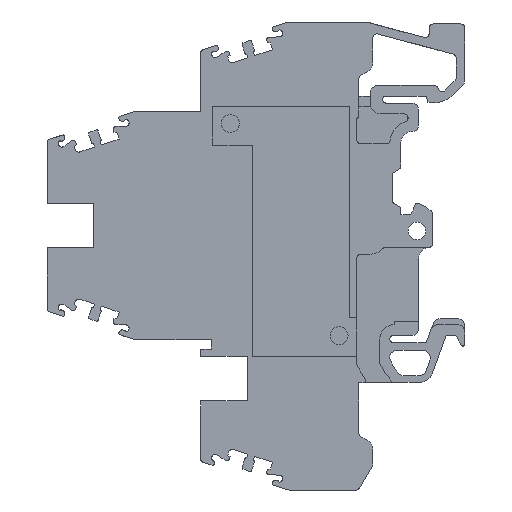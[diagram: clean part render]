
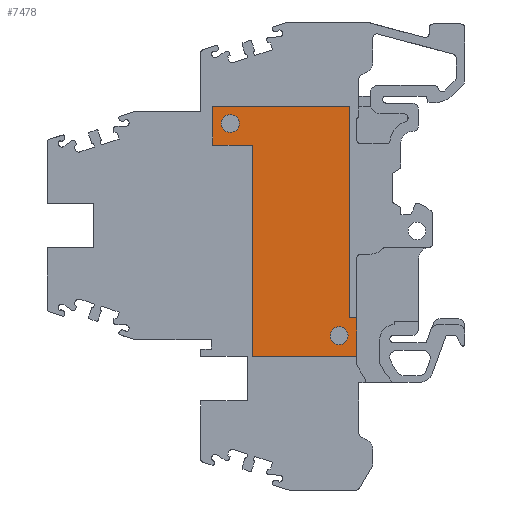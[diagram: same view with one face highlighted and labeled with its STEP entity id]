
A CAD part, left-side view. The second image highlights one B-rep face of the part: STEP entity #7478.
In plain terms, the highlighted planar face has unit normal (-1, 0, 0).
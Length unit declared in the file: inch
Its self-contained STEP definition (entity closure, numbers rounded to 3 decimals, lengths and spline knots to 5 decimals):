
#6109 = EDGE_CURVE ( 'NONE', #6466, #6230, #14489, .T. ) ;
#6168 = EDGE_CURVE ( 'NONE', #6306, #6305, #14621, .T. ) ;
#6230 = VERTEX_POINT ( 'NONE', #14693 ) ;
#6305 = VERTEX_POINT ( 'NONE', #14821 ) ;
#6306 = VERTEX_POINT ( 'NONE', #14820 ) ;
#6308 = EDGE_CURVE ( 'NONE', #6305, #6306, #14881, .T. ) ;
#6463 = EDGE_CURVE ( 'NONE', #6230, #6466, #15226, .T. ) ;
#6466 = VERTEX_POINT ( 'NONE', #15220 ) ;
#7393 = EDGE_LOOP ( 'NONE', ( #7394, #7456, #7459, #7462, #7465, #7468, #7445, #7448 ) ) ;
#7394 = ORIENTED_EDGE ( 'NONE', *, *, #7395, .F. ) ;
#7395 = EDGE_CURVE ( 'NONE', #7396, #7455, #16996, .T. ) ;
#7396 = VERTEX_POINT ( 'NONE', #16992 ) ;
#7443 = EDGE_CURVE ( 'NONE', #7444, #7467, #17037, .T. ) ;
#7444 = VERTEX_POINT ( 'NONE', #17093 ) ;
#7445 = ORIENTED_EDGE ( 'NONE', *, *, #7446, .F. ) ;
#7446 = EDGE_CURVE ( 'NONE', #7447, #7444, #17092, .T. ) ;
#7447 = VERTEX_POINT ( 'NONE', #17088 ) ;
#7448 = ORIENTED_EDGE ( 'NONE', *, *, #7449, .F. ) ;
#7449 = EDGE_CURVE ( 'NONE', #7455, #7447, #17087, .T. ) ;
#7450 = EDGE_LOOP ( 'NONE', ( #7451, #7452 ) ) ;
#7451 = ORIENTED_EDGE ( 'NONE', *, *, #6168, .F. ) ;
#7452 = ORIENTED_EDGE ( 'NONE', *, *, #6308, .F. ) ;
#7453 = EDGE_LOOP ( 'NONE', ( #7454, #7515 ) ) ;
#7454 = ORIENTED_EDGE ( 'NONE', *, *, #6109, .F. ) ;
#7455 = VERTEX_POINT ( 'NONE', #17083 ) ;
#7456 = ORIENTED_EDGE ( 'NONE', *, *, #7457, .F. ) ;
#7457 = EDGE_CURVE ( 'NONE', #7458, #7396, #17082, .T. ) ;
#7458 = VERTEX_POINT ( 'NONE', #17078 ) ;
#7459 = ORIENTED_EDGE ( 'NONE', *, *, #7460, .F. ) ;
#7460 = EDGE_CURVE ( 'NONE', #7461, #7458, #17077, .T. ) ;
#7461 = VERTEX_POINT ( 'NONE', #17073 ) ;
#7462 = ORIENTED_EDGE ( 'NONE', *, *, #7463, .T. ) ;
#7463 = EDGE_CURVE ( 'NONE', #7461, #7464, #17072, .T. ) ;
#7464 = VERTEX_POINT ( 'NONE', #17068 ) ;
#7465 = ORIENTED_EDGE ( 'NONE', *, *, #7466, .F. ) ;
#7466 = EDGE_CURVE ( 'NONE', #7467, #7464, #17067, .T. ) ;
#7467 = VERTEX_POINT ( 'NONE', #17063 ) ;
#7468 = ORIENTED_EDGE ( 'NONE', *, *, #7443, .F. ) ;
#7478 = ADVANCED_FACE ( 'NONE', ( #17121, #17115, #17114 ), #17113, .F. ) ;
#7515 = ORIENTED_EDGE ( 'NONE', *, *, #6463, .F. ) ;
#14485 = DIRECTION ( 'NONE',  ( 0., 0., 1. ) ) ;
#14486 = DIRECTION ( 'NONE',  ( -1., 0., 0. ) ) ;
#14487 = CARTESIAN_POINT ( 'NONE',  ( -0.12992, -1.00984, 0.56299 ) ) ;
#14488 = AXIS2_PLACEMENT_3D ( 'NONE', #14487, #14486, #14485 ) ;
#14489 = CIRCLE ( 'NONE', #14488, 0.04921 ) ;
#14617 = DIRECTION ( 'NONE',  ( 0., 0., 1. ) ) ;
#14618 = DIRECTION ( 'NONE',  ( -1., 0., 0. ) ) ;
#14619 = CARTESIAN_POINT ( 'NONE',  ( -0.12992, -1.61024, -0.60728 ) ) ;
#14620 = AXIS2_PLACEMENT_3D ( 'NONE', #14619, #14618, #14617 ) ;
#14621 = CIRCLE ( 'NONE', #14620, 0.04921 ) ;
#14693 = CARTESIAN_POINT ( 'NONE',  ( -0.12992, -1.00984, 0.51378 ) ) ;
#14820 = CARTESIAN_POINT ( 'NONE',  ( -0.12992, -1.61024, -0.55807 ) ) ;
#14821 = CARTESIAN_POINT ( 'NONE',  ( -0.12992, -1.61024, -0.6565 ) ) ;
#14877 = DIRECTION ( 'NONE',  ( 0., 0., 1. ) ) ;
#14878 = DIRECTION ( 'NONE',  ( -1., 0., 0. ) ) ;
#14879 = CARTESIAN_POINT ( 'NONE',  ( -0.12992, -1.61024, -0.60728 ) ) ;
#14880 = AXIS2_PLACEMENT_3D ( 'NONE', #14879, #14878, #14877 ) ;
#14881 = CIRCLE ( 'NONE', #14880, 0.04921 ) ;
#15220 = CARTESIAN_POINT ( 'NONE',  ( -0.12992, -1.00984, 0.6122 ) ) ;
#15222 = DIRECTION ( 'NONE',  ( 0., 0., 1. ) ) ;
#15223 = DIRECTION ( 'NONE',  ( -1., 0., 0. ) ) ;
#15224 = CARTESIAN_POINT ( 'NONE',  ( -0.12992, -1.00984, 0.56299 ) ) ;
#15225 = AXIS2_PLACEMENT_3D ( 'NONE', #15224, #15223, #15222 ) ;
#15226 = CIRCLE ( 'NONE', #15225, 0.04921 ) ;
#16992 = CARTESIAN_POINT ( 'NONE',  ( -0.12992, -1.13268, 0.4439 ) ) ;
#16993 = DIRECTION ( 'NONE',  ( 0., 1., 0. ) ) ;
#16994 = VECTOR ( 'NONE', #16993, 39.37008 ) ;
#16995 = CARTESIAN_POINT ( 'NONE',  ( -0.12992, -1.13268, 0.4439 ) ) ;
#16996 = LINE ( 'NONE', #16995, #16994 ) ;
#17034 = DIRECTION ( 'NONE',  ( 0., 0., -1. ) ) ;
#17035 = VECTOR ( 'NONE', #17034, 39.37008 ) ;
#17036 = CARTESIAN_POINT ( 'NONE',  ( -0.12992, -1.66811, 0.6565 ) ) ;
#17037 = LINE ( 'NONE', #17036, #17035 ) ;
#17063 = CARTESIAN_POINT ( 'NONE',  ( -0.12992, -1.66811, -0.50886 ) ) ;
#17064 = DIRECTION ( 'NONE',  ( 0., -1., 0. ) ) ;
#17065 = VECTOR ( 'NONE', #17064, 39.37008 ) ;
#17066 = CARTESIAN_POINT ( 'NONE',  ( -0.12992, -1.66811, -0.50886 ) ) ;
#17067 = LINE ( 'NONE', #17066, #17065 ) ;
#17068 = CARTESIAN_POINT ( 'NONE',  ( -0.12992, -1.70748, -0.50886 ) ) ;
#17069 = DIRECTION ( 'NONE',  ( 0., 0., 1. ) ) ;
#17070 = VECTOR ( 'NONE', #17069, 39.37008 ) ;
#17071 = CARTESIAN_POINT ( 'NONE',  ( -0.12992, -1.70748, -0.17913 ) ) ;
#17072 = LINE ( 'NONE', #17071, #17070 ) ;
#17073 = CARTESIAN_POINT ( 'NONE',  ( -0.12992, -1.70748, -0.72145 ) ) ;
#17074 = DIRECTION ( 'NONE',  ( 0., 1., 0. ) ) ;
#17075 = VECTOR ( 'NONE', #17074, 39.37008 ) ;
#17076 = CARTESIAN_POINT ( 'NONE',  ( -0.12992, -1.70748, -0.72145 ) ) ;
#17077 = LINE ( 'NONE', #17076, #17075 ) ;
#17078 = CARTESIAN_POINT ( 'NONE',  ( -0.12992, -1.13268, -0.72146 ) ) ;
#17079 = DIRECTION ( 'NONE',  ( 0., 0., 1. ) ) ;
#17080 = VECTOR ( 'NONE', #17079, 39.37008 ) ;
#17081 = CARTESIAN_POINT ( 'NONE',  ( -0.12992, -1.13268, -0.72146 ) ) ;
#17082 = LINE ( 'NONE', #17081, #17080 ) ;
#17083 = CARTESIAN_POINT ( 'NONE',  ( -0.12992, -0.9122, 0.4439 ) ) ;
#17084 = DIRECTION ( 'NONE',  ( 0., 0., 1. ) ) ;
#17085 = VECTOR ( 'NONE', #17084, 39.37008 ) ;
#17086 = CARTESIAN_POINT ( 'NONE',  ( -0.12992, -0.9122, 0.4439 ) ) ;
#17087 = LINE ( 'NONE', #17086, #17085 ) ;
#17088 = CARTESIAN_POINT ( 'NONE',  ( -0.12992, -0.9122, 0.6565 ) ) ;
#17089 = DIRECTION ( 'NONE',  ( 0., -1., 0. ) ) ;
#17090 = VECTOR ( 'NONE', #17089, 39.37008 ) ;
#17091 = CARTESIAN_POINT ( 'NONE',  ( -0.12992, -0.9122, 0.6565 ) ) ;
#17092 = LINE ( 'NONE', #17091, #17090 ) ;
#17093 = CARTESIAN_POINT ( 'NONE',  ( -0.12992, -1.66811, 0.6565 ) ) ;
#17109 = DIRECTION ( 'NONE',  ( 0., 0., -1. ) ) ;
#17110 = DIRECTION ( 'NONE',  ( 1., 0., 0. ) ) ;
#17111 = CARTESIAN_POINT ( 'NONE',  ( -0.12992, -0.9122, 0.6565 ) ) ;
#17112 = AXIS2_PLACEMENT_3D ( 'NONE', #17111, #17110, #17109 ) ;
#17113 = PLANE ( 'NONE',  #17112 ) ;
#17114 = FACE_BOUND ( 'NONE', #7453, .T. ) ;
#17115 = FACE_BOUND ( 'NONE', #7450, .T. ) ;
#17121 = FACE_OUTER_BOUND ( 'NONE', #7393, .T. ) ;
